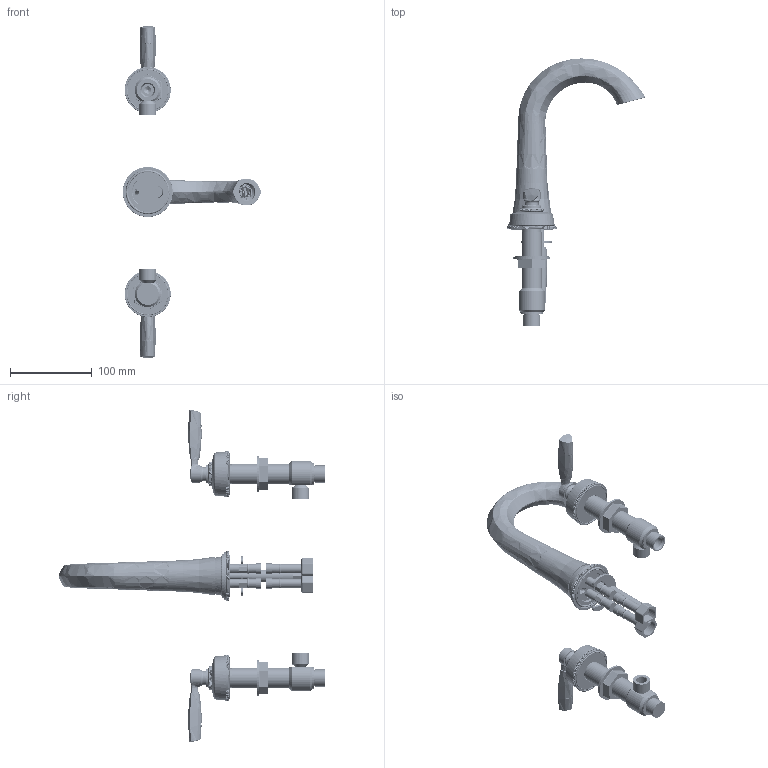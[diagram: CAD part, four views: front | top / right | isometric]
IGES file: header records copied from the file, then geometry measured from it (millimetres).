
Global section: file name: T12K16LB; native system: Autodesk Inventor 2020; preprocessor: unknown; author: pbiran; date: 20211011.084825; units: millimetre
Bounding box: 169.95 x 327.21 x 407 mm (x, y, z)
Volume: 479218.7 mm3; surface area: 212876 mm2
Topology: 52 solids, 52 shells, 19323 faces, 43067 edges, 23973 vertices
Faces by surface type: bspline 19323
